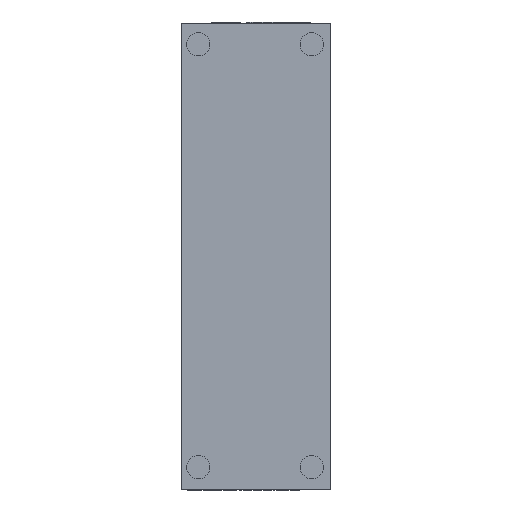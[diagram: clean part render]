
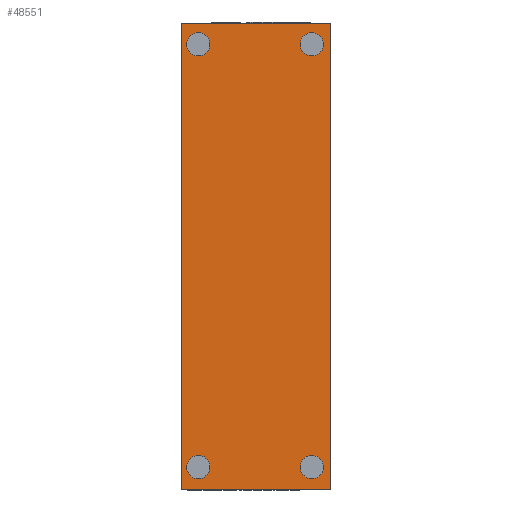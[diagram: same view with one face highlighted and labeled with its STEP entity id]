
A CAD part, front view. The second image highlights one B-rep face of the part: STEP entity #48551.
In plain terms, the highlighted planar face has unit normal (0, -1, 0).
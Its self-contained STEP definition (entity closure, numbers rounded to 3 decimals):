
#95 = VERTEX_POINT ( 'NONE', #28966 ) ;
#360 = ORIENTED_EDGE ( 'NONE', *, *, #22148, .F. ) ;
#1361 = CARTESIAN_POINT ( 'NONE',  ( 240.591, 0., -1904.124 ) ) ;
#1636 = CARTESIAN_POINT ( 'NONE',  ( 240.591, 0., -89.599 ) ) ;
#2444 = CARTESIAN_POINT ( 'NONE',  ( 240.591, 0., -99.599 ) ) ;
#3036 = ORIENTED_EDGE ( 'NONE', *, *, #14790, .F. ) ;
#3323 = FACE_BOUND ( 'NONE', #8898, .T. ) ;
#3607 = CARTESIAN_POINT ( 'NONE',  ( 0., 0., 0. ) ) ;
#3776 = AXIS2_PLACEMENT_3D ( 'NONE', #47259, #30669, #18164 ) ;
#4349 = AXIS2_PLACEMENT_3D ( 'NONE', #1636, #9771, #13849 ) ;
#4686 = DIRECTION ( 'NONE',  ( 0., 0., 1. ) ) ;
#5161 = DIRECTION ( 'NONE',  ( 0., 0., 1. ) ) ;
#5605 = CIRCLE ( 'NONE', #11631, 10. ) ;
#6665 = CIRCLE ( 'NONE', #11839, 10. ) ;
#7090 = DIRECTION ( 'NONE',  ( 0., 0., 1. ) ) ;
#7646 = DIRECTION ( 'NONE',  ( 0., 1., 0. ) ) ;
#7688 = DIRECTION ( 'NONE',  ( 0., 0., 1. ) ) ;
#8418 = ORIENTED_EDGE ( 'NONE', *, *, #17858, .T. ) ;
#8898 = EDGE_LOOP ( 'NONE', ( #360, #25854 ) ) ;
#9228 = DIRECTION ( 'NONE',  ( 0., -1., 0. ) ) ;
#9337 = CARTESIAN_POINT ( 'NONE',  ( 320., 0., 0. ) ) ;
#9771 = DIRECTION ( 'NONE',  ( 0., -1., 0. ) ) ;
#10753 = CARTESIAN_POINT ( 'NONE',  ( -247.417, 0., -79.599 ) ) ;
#11251 = VERTEX_POINT ( 'NONE', #42416 ) ;
#11274 = DIRECTION ( 'NONE',  ( 0., -1., 0. ) ) ;
#11393 = CARTESIAN_POINT ( 'NONE',  ( 0., 0., -2000. ) ) ;
#11631 = AXIS2_PLACEMENT_3D ( 'NONE', #14026, #23268, #39858 ) ;
#11711 = FACE_OUTER_BOUND ( 'NONE', #46338, .T. ) ;
#11839 = AXIS2_PLACEMENT_3D ( 'NONE', #36005, #24826, #7688 ) ;
#11939 = VERTEX_POINT ( 'NONE', #28590 ) ;
#12360 = VECTOR ( 'NONE', #7090, 1000. ) ;
#12475 = ORIENTED_EDGE ( 'NONE', *, *, #35702, .F. ) ;
#13849 = DIRECTION ( 'NONE',  ( 0., 0., 1. ) ) ;
#14026 = CARTESIAN_POINT ( 'NONE',  ( -247.417, 0., -1904.124 ) ) ;
#14790 = EDGE_CURVE ( 'NONE', #95, #43081, #23132, .T. ) ;
#14813 = DIRECTION ( 'NONE',  ( 0., 0., -1. ) ) ;
#15303 = EDGE_CURVE ( 'NONE', #46438, #26290, #5605, .T. ) ;
#16082 = FACE_BOUND ( 'NONE', #35792, .T. ) ;
#17858 = EDGE_CURVE ( 'NONE', #26290, #46438, #6665, .T. ) ;
#17868 = ORIENTED_EDGE ( 'NONE', *, *, #44888, .F. ) ;
#17931 = AXIS2_PLACEMENT_3D ( 'NONE', #44898, #7646, #40836 ) ;
#18164 = DIRECTION ( 'NONE',  ( 0., 0., 1. ) ) ;
#18410 = EDGE_CURVE ( 'NONE', #48031, #11251, #51929, .T. ) ;
#18799 = CARTESIAN_POINT ( 'NONE',  ( -320., 0., -1000. ) ) ;
#19261 = AXIS2_PLACEMENT_3D ( 'NONE', #1361, #9228, #5161 ) ;
#20202 = AXIS2_PLACEMENT_3D ( 'NONE', #30056, #38479, #34666 ) ;
#20704 = EDGE_CURVE ( 'NONE', #29531, #32277, #40227, .T. ) ;
#21432 = ORIENTED_EDGE ( 'NONE', *, *, #15303, .T. ) ;
#22148 = EDGE_CURVE ( 'NONE', #38712, #27796, #50713, .T. ) ;
#22892 = CARTESIAN_POINT ( 'NONE',  ( -247.417, 0., -99.599 ) ) ;
#23132 = LINE ( 'NONE', #11393, #40304 ) ;
#23268 = DIRECTION ( 'NONE',  ( 0., 1., 0. ) ) ;
#23467 = VECTOR ( 'NONE', #28883, 1000. ) ;
#24826 = DIRECTION ( 'NONE',  ( 0., 1., 0. ) ) ;
#25854 = ORIENTED_EDGE ( 'NONE', *, *, #47188, .F. ) ;
#26290 = VERTEX_POINT ( 'NONE', #32424 ) ;
#26943 = CIRCLE ( 'NONE', #4349, 10. ) ;
#27496 = CARTESIAN_POINT ( 'NONE',  ( -320., 0., -2000. ) ) ;
#27796 = VERTEX_POINT ( 'NONE', #22892 ) ;
#28309 = PLANE ( 'NONE',  #17931 ) ;
#28590 = CARTESIAN_POINT ( 'NONE',  ( -320., 0., 0. ) ) ;
#28883 = DIRECTION ( 'NONE',  ( 1., 0., 0. ) ) ;
#28966 = CARTESIAN_POINT ( 'NONE',  ( 320., 0., -2000. ) ) ;
#29531 = VERTEX_POINT ( 'NONE', #46712 ) ;
#30056 = CARTESIAN_POINT ( 'NONE',  ( 240.591, 0., -1904.124 ) ) ;
#30669 = DIRECTION ( 'NONE',  ( 0., -1., 0. ) ) ;
#31339 = EDGE_CURVE ( 'NONE', #43081, #11939, #51470, .T. ) ;
#31665 = CIRCLE ( 'NONE', #52518, 10. ) ;
#32277 = VERTEX_POINT ( 'NONE', #50627 ) ;
#32411 = FACE_BOUND ( 'NONE', #34964, .T. ) ;
#32424 = CARTESIAN_POINT ( 'NONE',  ( -247.417, 0., -1914.124 ) ) ;
#32506 = CARTESIAN_POINT ( 'NONE',  ( -247.417, 0., -89.599 ) ) ;
#32931 = ORIENTED_EDGE ( 'NONE', *, *, #18410, .F. ) ;
#32958 = CARTESIAN_POINT ( 'NONE',  ( -247.417, 0., -1894.124 ) ) ;
#32980 = ORIENTED_EDGE ( 'NONE', *, *, #31339, .F. ) ;
#33055 = CARTESIAN_POINT ( 'NONE',  ( 240.591, 0., -89.599 ) ) ;
#33923 = EDGE_LOOP ( 'NONE', ( #42611, #40320 ) ) ;
#34666 = DIRECTION ( 'NONE',  ( 0., 0., 1. ) ) ;
#34964 = EDGE_LOOP ( 'NONE', ( #21432, #8418 ) ) ;
#35121 = DIRECTION ( 'NONE',  ( -1., 0., 0. ) ) ;
#35508 = LINE ( 'NONE', #52100, #37714 ) ;
#35702 = EDGE_CURVE ( 'NONE', #11251, #48031, #26943, .T. ) ;
#35792 = EDGE_LOOP ( 'NONE', ( #12475, #32931 ) ) ;
#36005 = CARTESIAN_POINT ( 'NONE',  ( -247.417, 0., -1904.124 ) ) ;
#36515 = LINE ( 'NONE', #3607, #23467 ) ;
#36995 = FACE_BOUND ( 'NONE', #33923, .T. ) ;
#37463 = EDGE_CURVE ( 'NONE', #32277, #29531, #49578, .T. ) ;
#37714 = VECTOR ( 'NONE', #14813, 1000. ) ;
#38479 = DIRECTION ( 'NONE',  ( 0., -1., 0. ) ) ;
#38712 = VERTEX_POINT ( 'NONE', #10753 ) ;
#39858 = DIRECTION ( 'NONE',  ( 0., 0., 1. ) ) ;
#40227 = CIRCLE ( 'NONE', #20202, 10. ) ;
#40304 = VECTOR ( 'NONE', #35121, 1000. ) ;
#40320 = ORIENTED_EDGE ( 'NONE', *, *, #37463, .F. ) ;
#40503 = VERTEX_POINT ( 'NONE', #9337 ) ;
#40836 = DIRECTION ( 'NONE',  ( 0., 0., 1. ) ) ;
#42416 = CARTESIAN_POINT ( 'NONE',  ( 240.591, 0., -79.599 ) ) ;
#42611 = ORIENTED_EDGE ( 'NONE', *, *, #20704, .F. ) ;
#43081 = VERTEX_POINT ( 'NONE', #27496 ) ;
#44888 = EDGE_CURVE ( 'NONE', #40503, #95, #35508, .T. ) ;
#44898 = CARTESIAN_POINT ( 'NONE',  ( -320., 0., -2000. ) ) ;
#45020 = DIRECTION ( 'NONE',  ( 0., 0., 1. ) ) ;
#46338 = EDGE_LOOP ( 'NONE', ( #3036, #17868, #52913, #32980 ) ) ;
#46438 = VERTEX_POINT ( 'NONE', #32958 ) ;
#46712 = CARTESIAN_POINT ( 'NONE',  ( 240.591, 0., -1894.124 ) ) ;
#47188 = EDGE_CURVE ( 'NONE', #27796, #38712, #31665, .T. ) ;
#47259 = CARTESIAN_POINT ( 'NONE',  ( -247.417, 0., -89.599 ) ) ;
#48031 = VERTEX_POINT ( 'NONE', #2444 ) ;
#48551 = ADVANCED_FACE ( 'NONE', ( #36995, #16082, #3323, #32411, #11711 ), #28309, .F. ) ;
#49578 = CIRCLE ( 'NONE', #19261, 10. ) ;
#49650 = DIRECTION ( 'NONE',  ( 0., -1., 0. ) ) ;
#50627 = CARTESIAN_POINT ( 'NONE',  ( 240.591, 0., -1914.124 ) ) ;
#50713 = CIRCLE ( 'NONE', #3776, 10. ) ;
#51470 = LINE ( 'NONE', #18799, #12360 ) ;
#51929 = CIRCLE ( 'NONE', #53662, 10. ) ;
#52100 = CARTESIAN_POINT ( 'NONE',  ( 320., 0., -1000. ) ) ;
#52518 = AXIS2_PLACEMENT_3D ( 'NONE', #32506, #11274, #4686 ) ;
#52913 = ORIENTED_EDGE ( 'NONE', *, *, #53093, .F. ) ;
#53093 = EDGE_CURVE ( 'NONE', #11939, #40503, #36515, .T. ) ;
#53662 = AXIS2_PLACEMENT_3D ( 'NONE', #33055, #49650, #45020 ) ;
